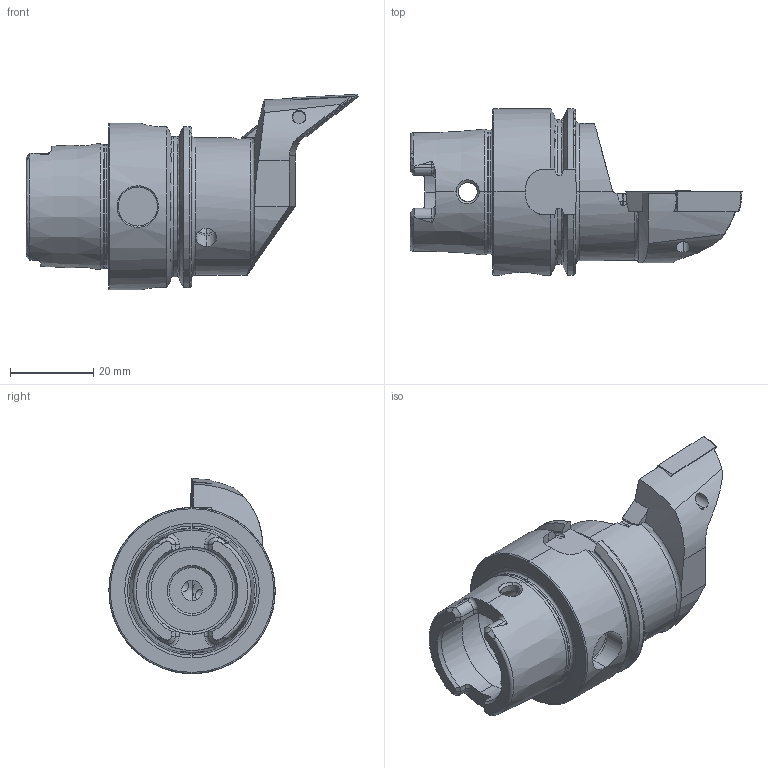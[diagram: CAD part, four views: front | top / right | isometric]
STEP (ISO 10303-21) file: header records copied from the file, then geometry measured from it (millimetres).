
FILE_DESCRIPTION (( 'STEP AP214' ), '1' );
FILE_NAME ('HA4.KVF.LJA.060.STEP', '2020-09-17T07:41:25', ( '' ), ( '' ), 'SwSTEP 2.0', 'SolidWorks 2017', '' );
FILE_SCHEMA (( 'AUTOMOTIVE_DESIGN' ));
Length unit declared in the file: millimetre
Products named in the file (4): WCB-ER2.001.009_A; VBMT160404; HA4-KVF.LJA.060_A_Weichbearbeitung; HA4.KVF.LJA.060
Assembly tree (3 placements, depth 2):
  HA4.KVF.LJA.060
    HA4-KVF.LJA.060_A_Weichbearbeitung
    VBMT160404
    WCB-ER2.001.009_A
Bounding box: 79.9 x 40 x 47 mm (x, y, z)
Volume: 38202.9 mm3; surface area: 13469.4 mm2
Topology: 3 solids, 3 shells, 288 faces, 766 edges, 477 vertices
Faces by surface type: cylinder 89, plane 80, cone 58, torus 40, bspline 19, sphere 2
Entity records: 12126 total; most frequent: CARTESIAN_POINT 4014, ORIENTED_EDGE 1516, DIRECTION 1305, EDGE_CURVE 758, AXIS2_PLACEMENT_3D 520, VERTEX_POINT 477, EDGE_LOOP 301, ADVANCED_FACE 288
